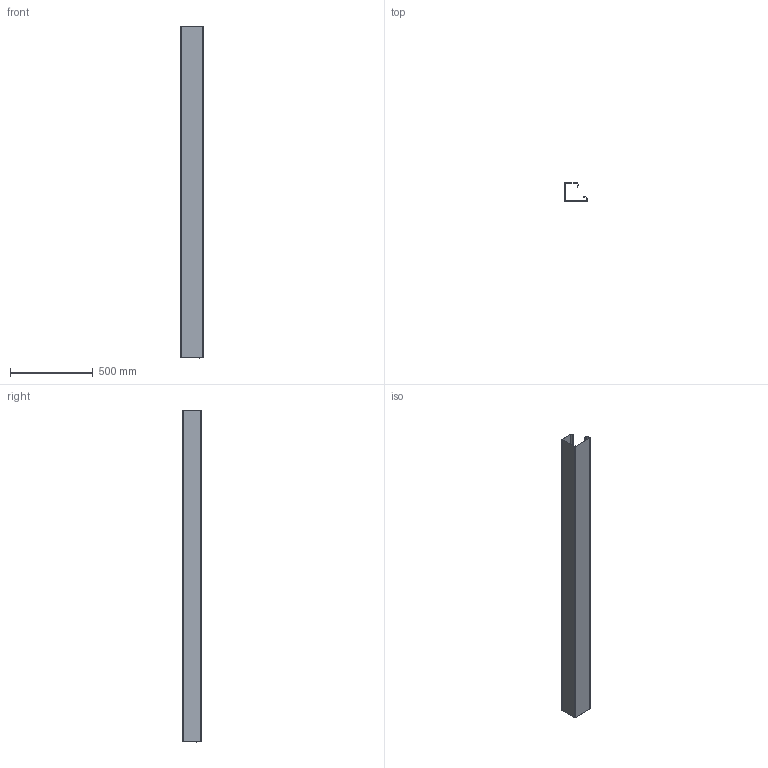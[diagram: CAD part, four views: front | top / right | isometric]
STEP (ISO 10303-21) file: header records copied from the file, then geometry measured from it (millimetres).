
FILE_DESCRIPTION (( 'STEP AP214' ), '1' );
FILE_NAME ('6282700.stp', '2016-06-16T14:29:11', ( '' ), ( '' ), 'SwSTEP 2.0', 'SolidWorks 2014', '' );
FILE_SCHEMA (( 'AUTOMOTIVE_DESIGN' ));
Length unit declared in the file: millimetre
Products named in the file (1): 6282700
Bounding box: 133 x 110 x 2000 mm (x, y, z)
Volume: 788636.3 mm3; surface area: 1582061.2 mm2
Topology: 1 solids, 1 shells, 98 faces, 200 edges, 104 vertices
Faces by surface type: plane 72, cylinder 26
Entity records: 2486 total; most frequent: DIRECTION 450, CARTESIAN_POINT 403, ORIENTED_EDGE 400, EDGE_CURVE 200, AXIS2_PLACEMENT_3D 151, VECTOR 148, LINE 148, VERTEX_POINT 104
